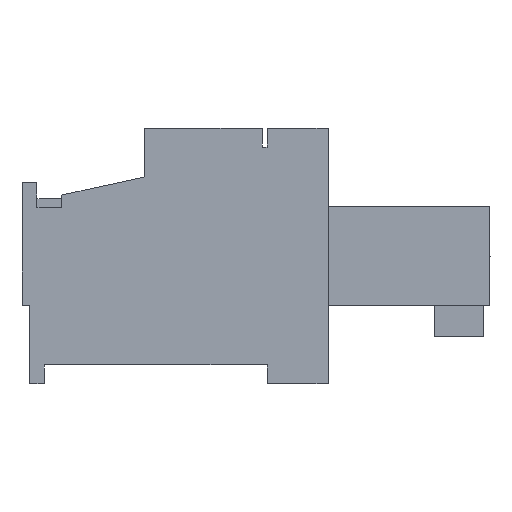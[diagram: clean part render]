
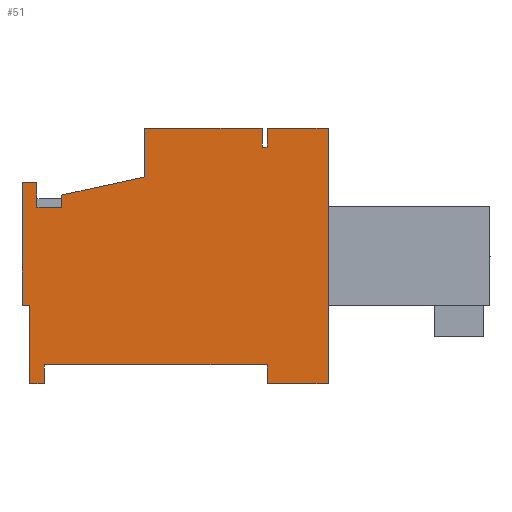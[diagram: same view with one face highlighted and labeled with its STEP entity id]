
A CAD part, left-side view. The second image highlights one B-rep face of the part: STEP entity #51.
In plain terms, the highlighted planar face has unit normal (-1, 0, 0).
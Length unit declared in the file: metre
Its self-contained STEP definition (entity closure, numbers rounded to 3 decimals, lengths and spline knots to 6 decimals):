
#51 = ADVANCED_FACE( '', ( #646 ), #647, .F. );
#646 = FACE_OUTER_BOUND( '', #1898, .T. );
#647 = PLANE( '', #1899 );
#1898 = EDGE_LOOP( '', ( #3170, #3171, #3172, #3173, #3174, #3175, #3176, #3177, #3178, #3179, #3180, #3181, #3182, #3183, #3184, #3185, #3186, #3187, #3188, #3189 ) );
#1899 = AXIS2_PLACEMENT_3D( '', #3190, #3191, #3192 );
#3170 = ORIENTED_EDGE( '', *, *, #7954, .F. );
#3171 = ORIENTED_EDGE( '', *, *, #7955, .F. );
#3172 = ORIENTED_EDGE( '', *, *, #7956, .F. );
#3173 = ORIENTED_EDGE( '', *, *, #7957, .F. );
#3174 = ORIENTED_EDGE( '', *, *, #7958, .F. );
#3175 = ORIENTED_EDGE( '', *, *, #7959, .F. );
#3176 = ORIENTED_EDGE( '', *, *, #7960, .F. );
#3177 = ORIENTED_EDGE( '', *, *, #7961, .F. );
#3178 = ORIENTED_EDGE( '', *, *, #7962, .F. );
#3179 = ORIENTED_EDGE( '', *, *, #7963, .F. );
#3180 = ORIENTED_EDGE( '', *, *, #7964, .F. );
#3181 = ORIENTED_EDGE( '', *, *, #7965, .F. );
#3182 = ORIENTED_EDGE( '', *, *, #7966, .F. );
#3183 = ORIENTED_EDGE( '', *, *, #7967, .F. );
#3184 = ORIENTED_EDGE( '', *, *, #7968, .F. );
#3185 = ORIENTED_EDGE( '', *, *, #7969, .T. );
#3186 = ORIENTED_EDGE( '', *, *, #7970, .F. );
#3187 = ORIENTED_EDGE( '', *, *, #7971, .T. );
#3188 = ORIENTED_EDGE( '', *, *, #7972, .F. );
#3189 = ORIENTED_EDGE( '', *, *, #7973, .F. );
#3190 = CARTESIAN_POINT( '', ( -0.018034, 0., 0. ) );
#3191 = DIRECTION( '', ( 1., 0., 0. ) );
#3192 = DIRECTION( '', ( 0., 1., 0. ) );
#7954 = EDGE_CURVE( '', #9490, #9491, #9492, .T. );
#7955 = EDGE_CURVE( '', #9493, #9490, #9494, .T. );
#7956 = EDGE_CURVE( '', #9495, #9493, #9496, .T. );
#7957 = EDGE_CURVE( '', #9497, #9495, #9498, .T. );
#7958 = EDGE_CURVE( '', #9499, #9497, #9500, .T. );
#7959 = EDGE_CURVE( '', #9501, #9499, #9502, .T. );
#7960 = EDGE_CURVE( '', #9503, #9501, #9504, .T. );
#7961 = EDGE_CURVE( '', #9505, #9503, #9506, .T. );
#7962 = EDGE_CURVE( '', #9507, #9505, #9508, .T. );
#7963 = EDGE_CURVE( '', #9509, #9507, #9510, .T. );
#7964 = EDGE_CURVE( '', #9511, #9509, #9512, .T. );
#7965 = EDGE_CURVE( '', #9513, #9511, #9514, .T. );
#7966 = EDGE_CURVE( '', #9515, #9513, #9516, .T. );
#7967 = EDGE_CURVE( '', #9517, #9515, #9518, .T. );
#7968 = EDGE_CURVE( '', #9519, #9517, #9520, .T. );
#7969 = EDGE_CURVE( '', #9519, #9521, #9522, .T. );
#7970 = EDGE_CURVE( '', #9523, #9521, #9524, .T. );
#7971 = EDGE_CURVE( '', #9523, #9525, #9526, .T. );
#7972 = EDGE_CURVE( '', #9527, #9525, #9528, .T. );
#7973 = EDGE_CURVE( '', #9491, #9527, #9529, .T. );
#9490 = VERTEX_POINT( '', #12105 );
#9491 = VERTEX_POINT( '', #12106 );
#9492 = LINE( '', #12107, #12108 );
#9493 = VERTEX_POINT( '', #12109 );
#9494 = LINE( '', #12110, #12111 );
#9495 = VERTEX_POINT( '', #12112 );
#9496 = LINE( '', #12113, #12114 );
#9497 = VERTEX_POINT( '', #12115 );
#9498 = LINE( '', #12116, #12117 );
#9499 = VERTEX_POINT( '', #12118 );
#9500 = LINE( '', #12119, #12120 );
#9501 = VERTEX_POINT( '', #12121 );
#9502 = LINE( '', #12122, #12123 );
#9503 = VERTEX_POINT( '', #12124 );
#9504 = LINE( '', #12125, #12126 );
#9505 = VERTEX_POINT( '', #12127 );
#9506 = LINE( '', #12128, #12129 );
#9507 = VERTEX_POINT( '', #12130 );
#9508 = LINE( '', #12131, #12132 );
#9509 = VERTEX_POINT( '', #12133 );
#9510 = LINE( '', #12134, #12135 );
#9511 = VERTEX_POINT( '', #12136 );
#9512 = LINE( '', #12137, #12138 );
#9513 = VERTEX_POINT( '', #12139 );
#9514 = LINE( '', #12140, #12141 );
#9515 = VERTEX_POINT( '', #12142 );
#9516 = LINE( '', #12143, #12144 );
#9517 = VERTEX_POINT( '', #12145 );
#9518 = LINE( '', #12146, #12147 );
#9519 = VERTEX_POINT( '', #12148 );
#9520 = LINE( '', #12149, #12150 );
#9521 = VERTEX_POINT( '', #12151 );
#9522 = LINE( '', #12152, #12153 );
#9523 = VERTEX_POINT( '', #12154 );
#9524 = LINE( '', #12155, #12156 );
#9525 = VERTEX_POINT( '', #12157 );
#9526 = LINE( '', #12158, #12159 );
#9527 = VERTEX_POINT( '', #12160 );
#9528 = LINE( '', #12161, #12162 );
#9529 = LINE( '', #12163, #12164 );
#12105 = CARTESIAN_POINT( '', ( -0.018034, 0.002692, 0.005207 ) );
#12106 = CARTESIAN_POINT( '', ( -0.018034, 0.002692, 0.004445 ) );
#12107 = CARTESIAN_POINT( '', ( -0.018034, 0.002692, 0.005207 ) );
#12108 = VECTOR( '', #16446, 1. );
#12109 = CARTESIAN_POINT( '', ( -0.018034, 0.007493, 0.005207 ) );
#12110 = CARTESIAN_POINT( '', ( -0.018034, 0.007493, 0.005207 ) );
#12111 = VECTOR( '', #16447, 1. );
#12112 = CARTESIAN_POINT( '', ( -0.018034, 0.007493, 0.003226 ) );
#12113 = CARTESIAN_POINT( '', ( -0.018034, 0.007493, 0.003226 ) );
#12114 = VECTOR( '', #16448, 1. );
#12115 = CARTESIAN_POINT( '', ( -0.018034, 0.010871, 0.002489 ) );
#12116 = CARTESIAN_POINT( '', ( -0.018034, 0.010871, 0.002489 ) );
#12117 = VECTOR( '', #16449, 1. );
#12118 = CARTESIAN_POINT( '', ( -0.018034, 0.010871, 0.001981 ) );
#12119 = CARTESIAN_POINT( '', ( -0.018034, 0.010871, 0.001981 ) );
#12120 = VECTOR( '', #16450, 1. );
#12121 = CARTESIAN_POINT( '', ( -0.018034, 0.011887, 0.001981 ) );
#12122 = CARTESIAN_POINT( '', ( -0.018034, 0.011887, 0.001981 ) );
#12123 = VECTOR( '', #16451, 1. );
#12124 = CARTESIAN_POINT( '', ( -0.018034, 0.011887, 0.002997 ) );
#12125 = CARTESIAN_POINT( '', ( -0.018034, 0.011887, 0.002997 ) );
#12126 = VECTOR( '', #16452, 1. );
#12127 = CARTESIAN_POINT( '', ( -0.018034, 0.012497, 0.002997 ) );
#12128 = CARTESIAN_POINT( '', ( -0.018034, 0.012497, 0.002997 ) );
#12129 = VECTOR( '', #16453, 1. );
#12130 = CARTESIAN_POINT( '', ( -0.018034, 0.012497, -0.002007 ) );
#12131 = CARTESIAN_POINT( '', ( -0.018034, 0.012497, -0.002007 ) );
#12132 = VECTOR( '', #16454, 1. );
#12133 = CARTESIAN_POINT( '', ( -0.018034, 0.012192, -0.002007 ) );
#12134 = CARTESIAN_POINT( '', ( -0.018034, 0.012192, -0.002007 ) );
#12135 = VECTOR( '', #16455, 1. );
#12136 = CARTESIAN_POINT( '', ( -0.018034, 0.012192, -0.005207 ) );
#12137 = CARTESIAN_POINT( '', ( -0.018034, 0.012192, -0.005207 ) );
#12138 = VECTOR( '', #16456, 1. );
#12139 = CARTESIAN_POINT( '', ( -0.018034, 0.011582, -0.005207 ) );
#12140 = CARTESIAN_POINT( '', ( -0.018034, 0.011582, -0.005207 ) );
#12141 = VECTOR( '', #16457, 1. );
#12142 = CARTESIAN_POINT( '', ( -0.018034, 0.011582, -0.004445 ) );
#12143 = CARTESIAN_POINT( '', ( -0.018034, 0.011582, -0.004445 ) );
#12144 = VECTOR( '', #16458, 1. );
#12145 = CARTESIAN_POINT( '', ( -0.018034, 0.002489, -0.004445 ) );
#12146 = CARTESIAN_POINT( '', ( -0.018034, 0.002489, -0.004445 ) );
#12147 = VECTOR( '', #16459, 1. );
#12148 = CARTESIAN_POINT( '', ( -0.018034, 0.002489, -0.005207 ) );
#12149 = CARTESIAN_POINT( '', ( -0.018034, 0.002489, -0.005207 ) );
#12150 = VECTOR( '', #16460, 1. );
#12151 = CARTESIAN_POINT( '', ( -0.018034, 0., -0.005207 ) );
#12152 = CARTESIAN_POINT( '', ( -0.018034, 0.002489, -0.005207 ) );
#12153 = VECTOR( '', #16461, 1. );
#12154 = CARTESIAN_POINT( '', ( -0.018034, 0., 0.005207 ) );
#12155 = CARTESIAN_POINT( '', ( -0.018034, 0., 0.005207 ) );
#12156 = VECTOR( '', #16462, 1. );
#12157 = CARTESIAN_POINT( '', ( -0.018034, 0.002489, 0.005207 ) );
#12158 = CARTESIAN_POINT( '', ( -0.018034, 0., 0.005207 ) );
#12159 = VECTOR( '', #16463, 1. );
#12160 = CARTESIAN_POINT( '', ( -0.018034, 0.002489, 0.004445 ) );
#12161 = CARTESIAN_POINT( '', ( -0.018034, 0.002489, 0.004445 ) );
#12162 = VECTOR( '', #16464, 1. );
#12163 = CARTESIAN_POINT( '', ( -0.018034, 0.002692, 0.004445 ) );
#12164 = VECTOR( '', #16465, 1. );
#16446 = DIRECTION( '', ( 0., 0., -1. ) );
#16447 = DIRECTION( '', ( 0., -1., 0. ) );
#16448 = DIRECTION( '', ( 0., 0., 1. ) );
#16449 = DIRECTION( '', ( 0., -0.977, 0.213 ) );
#16450 = DIRECTION( '', ( 0., 0., 1. ) );
#16451 = DIRECTION( '', ( 0., -1., 0. ) );
#16452 = DIRECTION( '', ( 0., 0., -1. ) );
#16453 = DIRECTION( '', ( 0., -1., 0. ) );
#16454 = DIRECTION( '', ( 0., 0., 1. ) );
#16455 = DIRECTION( '', ( 0., 1., 0. ) );
#16456 = DIRECTION( '', ( 0., 0., 1. ) );
#16457 = DIRECTION( '', ( 0., 1., 0. ) );
#16458 = DIRECTION( '', ( 0., 0., -1. ) );
#16459 = DIRECTION( '', ( 0., 1., 0. ) );
#16460 = DIRECTION( '', ( 0., 0., 1. ) );
#16461 = DIRECTION( '', ( 0., -1., 0. ) );
#16462 = DIRECTION( '', ( 0., 0., -1. ) );
#16463 = DIRECTION( '', ( 0., 1., 0. ) );
#16464 = DIRECTION( '', ( 0., 0., 1. ) );
#16465 = DIRECTION( '', ( 0., -1., 0. ) );
